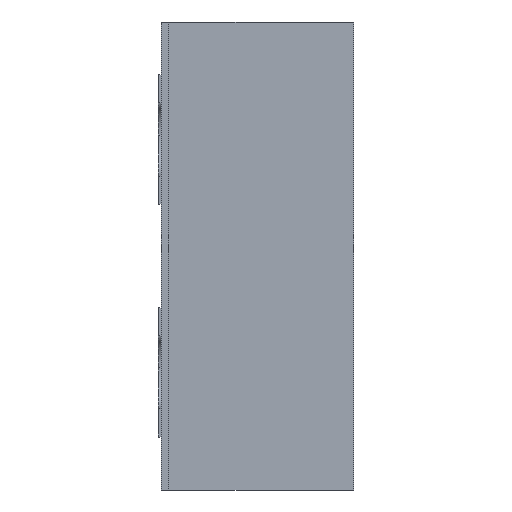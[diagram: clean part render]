
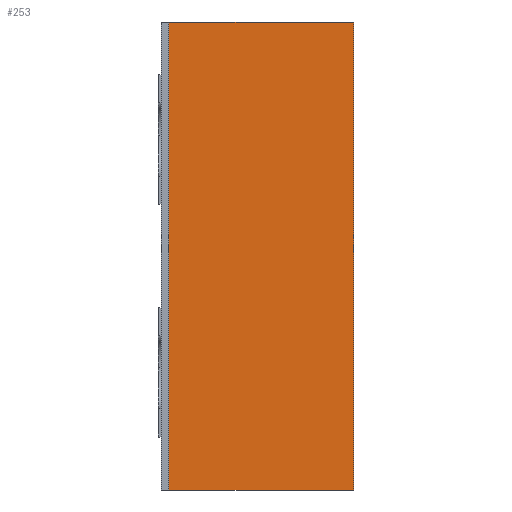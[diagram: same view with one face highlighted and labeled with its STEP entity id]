
A CAD part, left-side view. The second image highlights one B-rep face of the part: STEP entity #253.
In plain terms, the highlighted planar face has unit normal (-1, 0, 0).
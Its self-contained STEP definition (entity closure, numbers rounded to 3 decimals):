
#7 = AXIS2_PLACEMENT_3D ( 'NONE', #3254, #3253, #3252 ) ;
#118 = FACE_OUTER_BOUND ( 'NONE', #1457, .T. ) ;
#253 = ADVANCED_FACE ( 'NONE', ( #118 ), #3262, .T. ) ;
#386 = CARTESIAN_POINT ( 'NONE',  ( 0., 0.632, -1.6 ) ) ;
#396 = DIRECTION ( 'NONE',  ( 0., 1., 0. ) ) ;
#397 = CARTESIAN_POINT ( 'NONE',  ( 0., 0.632, -1.6 ) ) ;
#398 = DIRECTION ( 'NONE',  ( 0., 0., 1. ) ) ;
#400 = CARTESIAN_POINT ( 'NONE',  ( 0., 0.632, 0. ) ) ;
#406 = DIRECTION ( 'NONE',  ( 0., 1., 0. ) ) ;
#1402 = EDGE_CURVE ( 'NONE', #1909, #1974, #4138, .T. ) ;
#1457 = EDGE_LOOP ( 'NONE', ( #2000, #2004, #2006, #2010 ) ) ;
#1702 = VERTEX_POINT ( 'NONE', #2386 ) ;
#1736 = VERTEX_POINT ( 'NONE', #2109 ) ;
#1909 = VERTEX_POINT ( 'NONE', #2535 ) ;
#1974 = VERTEX_POINT ( 'NONE', #2180 ) ;
#2000 = ORIENTED_EDGE ( 'NONE', *, *, #2058, .F. ) ;
#2004 = ORIENTED_EDGE ( 'NONE', *, *, #1402, .T. ) ;
#2006 = ORIENTED_EDGE ( 'NONE', *, *, #2057, .T. ) ;
#2010 = ORIENTED_EDGE ( 'NONE', *, *, #2055, .F. ) ;
#2055 = EDGE_CURVE ( 'NONE', #1736, #1702, #3916, .T. ) ;
#2057 = EDGE_CURVE ( 'NONE', #1974, #1702, #3920, .T. ) ;
#2058 = EDGE_CURVE ( 'NONE', #1909, #1736, #3922, .T. ) ;
#2109 = CARTESIAN_POINT ( 'NONE',  ( 0., 0.632, -1.6 ) ) ;
#2151 = DIRECTION ( 'NONE',  ( 0., 0., 1. ) ) ;
#2154 = CARTESIAN_POINT ( 'NONE',  ( 0., 0., -1.6 ) ) ;
#2180 = CARTESIAN_POINT ( 'NONE',  ( 0., 0., 0. ) ) ;
#2386 = CARTESIAN_POINT ( 'NONE',  ( 0., 0.632, 0. ) ) ;
#2535 = CARTESIAN_POINT ( 'NONE',  ( 0., 0., -1.6 ) ) ;
#3252 = DIRECTION ( 'NONE',  ( 0., -1., 0. ) ) ;
#3253 = DIRECTION ( 'NONE',  ( -1., 0., 0. ) ) ;
#3254 = CARTESIAN_POINT ( 'NONE',  ( 0., 0., -1.6 ) ) ;
#3262 = PLANE ( 'NONE',  #7 ) ;
#3916 = LINE ( 'NONE', #397, #3919 ) ;
#3919 = VECTOR ( 'NONE', #398, 1000. ) ;
#3920 = LINE ( 'NONE', #400, #3923 ) ;
#3922 = LINE ( 'NONE', #386, #3925 ) ;
#3923 = VECTOR ( 'NONE', #406, 1000. ) ;
#3925 = VECTOR ( 'NONE', #396, 1000. ) ;
#4138 = LINE ( 'NONE', #2154, #4171 ) ;
#4171 = VECTOR ( 'NONE', #2151, 1000. ) ;
